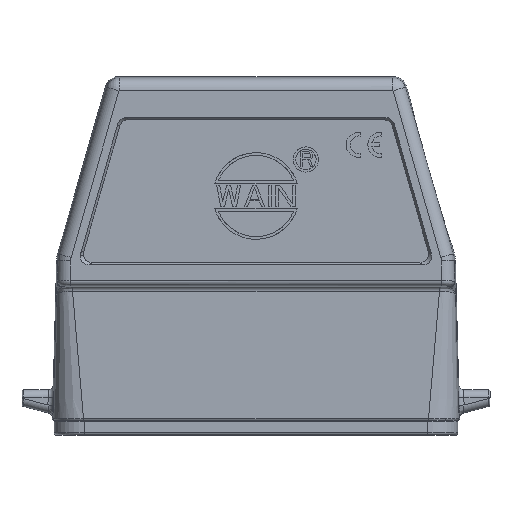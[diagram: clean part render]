
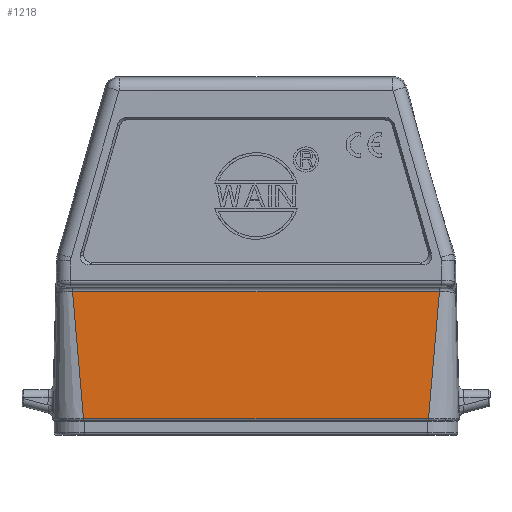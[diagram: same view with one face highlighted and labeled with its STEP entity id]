
A CAD part, top view. The second image highlights one B-rep face of the part: STEP entity #1218.
In plain terms, the highlighted planar face has unit normal (0, 0, 1).
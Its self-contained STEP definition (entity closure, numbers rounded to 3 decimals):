
#631=FACE_OUTER_BOUND('',#2560,.T.);
#1218=ADVANCED_FACE('NONE',(#631),#1762,.T.);
#1762=PLANE('',#10462);
#2560=EDGE_LOOP('',(#5829,#5830,#5831,#5832));
#3445=LINE('',#15587,#4311);
#3448=LINE('',#15687,#4314);
#3450=LINE('',#15794,#4316);
#3451=LINE('',#15796,#4317);
#4311=VECTOR('',#11966,1.);
#4314=VECTOR('',#11973,1.);
#4316=VECTOR('',#11983,1.);
#4317=VECTOR('',#11984,1.);
#5829=ORIENTED_EDGE('',*,*,#9180,.T.);
#5830=ORIENTED_EDGE('',*,*,#9190,.F.);
#5831=ORIENTED_EDGE('',*,*,#9191,.F.);
#5832=ORIENTED_EDGE('',*,*,#9171,.T.);
#8060=VERTEX_POINT('',#15586);
#8061=VERTEX_POINT('',#15588);
#8065=VERTEX_POINT('',#15686);
#8071=VERTEX_POINT('',#15795);
#9171=EDGE_CURVE('NONE',#8061,#8060,#3445,.T.);
#9180=EDGE_CURVE('NONE',#8060,#8065,#3448,.T.);
#9190=EDGE_CURVE('NONE',#8071,#8065,#3450,.T.);
#9191=EDGE_CURVE('NONE',#8061,#8071,#3451,.T.);
#10462=AXIS2_PLACEMENT_3D('',#15797,#11985,#11986);
#11966=DIRECTION('',(-1.,0.,0.));
#11973=DIRECTION('',(0.086,-0.996,0.));
#11983=DIRECTION('',(-1.,0.,0.));
#11984=DIRECTION('',(-0.086,-0.996,0.));
#11985=DIRECTION('',(0.,0.,1.));
#11986=DIRECTION('',(1.,0.,0.));
#15586=CARTESIAN_POINT('',(-36.039,25.258,14.75));
#15587=CARTESIAN_POINT('',(-40.,25.258,14.75));
#15588=CARTESIAN_POINT('',(36.039,25.258,14.75));
#15686=CARTESIAN_POINT('',(-33.887,0.3,14.75));
#15687=CARTESIAN_POINT('',(-36.039,25.258,14.75));
#15794=CARTESIAN_POINT('',(36.304,0.3,14.75));
#15795=CARTESIAN_POINT('',(33.887,0.3,14.75));
#15796=CARTESIAN_POINT('',(-42991.201,-499000.,14.75));
#15797=CARTESIAN_POINT('',(-40.,0.,14.75));
